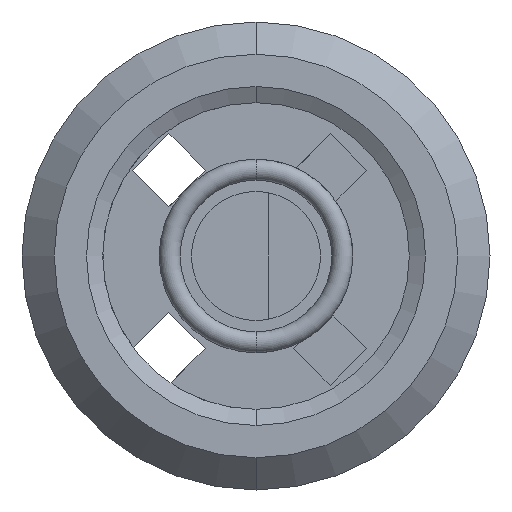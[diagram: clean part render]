
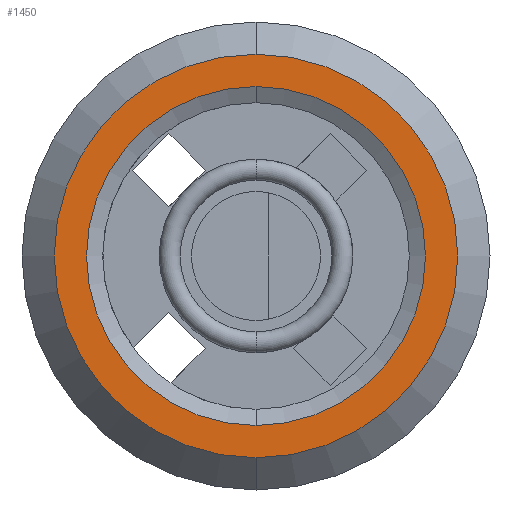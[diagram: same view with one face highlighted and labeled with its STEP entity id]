
A CAD part, front view. The second image highlights one B-rep face of the part: STEP entity #1450.
In plain terms, the highlighted planar face has unit normal (0, -1, 0).
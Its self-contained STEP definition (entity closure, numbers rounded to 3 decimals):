
#39 = AXIS2_PLACEMENT_3D ( 'NONE', #7286, #3575, #7930 ) ;
#87 = CARTESIAN_POINT ( 'NONE',  ( 0., 0., 0. ) ) ;
#205 = EDGE_CURVE ( 'NONE', #6806, #4163, #7043, .T. ) ;
#223 = FACE_OUTER_BOUND ( 'NONE', #4726, .T. ) ;
#287 = AXIS2_PLACEMENT_3D ( 'NONE', #7005, #3313, #7647 ) ;
#291 = AXIS2_PLACEMENT_3D ( 'NONE', #1694, #4457, #782 ) ;
#388 = CIRCLE ( 'NONE', #7661, 5.25 ) ;
#449 = ORIENTED_EDGE ( 'NONE', *, *, #205, .T. ) ;
#482 = CARTESIAN_POINT ( 'NONE',  ( 0., 0., 6.25 ) ) ;
#673 = VERTEX_POINT ( 'NONE', #5765 ) ;
#720 = DIRECTION ( 'NONE',  ( 0., 0., 1. ) ) ;
#782 = DIRECTION ( 'NONE',  ( 0., 0., 1. ) ) ;
#1401 = ORIENTED_EDGE ( 'NONE', *, *, #2823, .T. ) ;
#1450 = ADVANCED_FACE ( 'NONE', ( #4956, #223 ), #4746, .F. ) ;
#1694 = CARTESIAN_POINT ( 'NONE',  ( 0., 0., 0. ) ) ;
#1910 = EDGE_CURVE ( 'NONE', #4163, #6806, #3862, .T. ) ;
#2304 = CARTESIAN_POINT ( 'NONE',  ( 0., 0., 0. ) ) ;
#2609 = AXIS2_PLACEMENT_3D ( 'NONE', #2304, #6601, #2908 ) ;
#2675 = VERTEX_POINT ( 'NONE', #5629 ) ;
#2823 = EDGE_CURVE ( 'NONE', #673, #2675, #4028, .T. ) ;
#2908 = DIRECTION ( 'NONE',  ( 0., 0., 1. ) ) ;
#3313 = DIRECTION ( 'NONE',  ( 0., 1., 0. ) ) ;
#3549 = CARTESIAN_POINT ( 'NONE',  ( 0., 0., -6.25 ) ) ;
#3575 = DIRECTION ( 'NONE',  ( 0., -1., 0. ) ) ;
#3862 = CIRCLE ( 'NONE', #2609, 6.25 ) ;
#4028 = CIRCLE ( 'NONE', #287, 5.25 ) ;
#4163 = VERTEX_POINT ( 'NONE', #482 ) ;
#4391 = DIRECTION ( 'NONE',  ( 0., 1., 0. ) ) ;
#4457 = DIRECTION ( 'NONE',  ( 0., 1., 0. ) ) ;
#4563 = EDGE_LOOP ( 'NONE', ( #1401, #5560 ) ) ;
#4726 = EDGE_LOOP ( 'NONE', ( #7234, #449 ) ) ;
#4746 = PLANE ( 'NONE',  #291 ) ;
#4956 = FACE_BOUND ( 'NONE', #4563, .T. ) ;
#5560 = ORIENTED_EDGE ( 'NONE', *, *, #5893, .T. ) ;
#5629 = CARTESIAN_POINT ( 'NONE',  ( 0., 0., 5.25 ) ) ;
#5765 = CARTESIAN_POINT ( 'NONE',  ( 0., 0., -5.25 ) ) ;
#5893 = EDGE_CURVE ( 'NONE', #2675, #673, #388, .T. ) ;
#6601 = DIRECTION ( 'NONE',  ( 0., -1., 0. ) ) ;
#6806 = VERTEX_POINT ( 'NONE', #3549 ) ;
#7005 = CARTESIAN_POINT ( 'NONE',  ( 0., 0., 0. ) ) ;
#7043 = CIRCLE ( 'NONE', #39, 6.25 ) ;
#7234 = ORIENTED_EDGE ( 'NONE', *, *, #1910, .T. ) ;
#7286 = CARTESIAN_POINT ( 'NONE',  ( 0., 0., 0. ) ) ;
#7647 = DIRECTION ( 'NONE',  ( 0., 0., 1. ) ) ;
#7661 = AXIS2_PLACEMENT_3D ( 'NONE', #87, #4391, #720 ) ;
#7930 = DIRECTION ( 'NONE',  ( 0., 0., 1. ) ) ;
